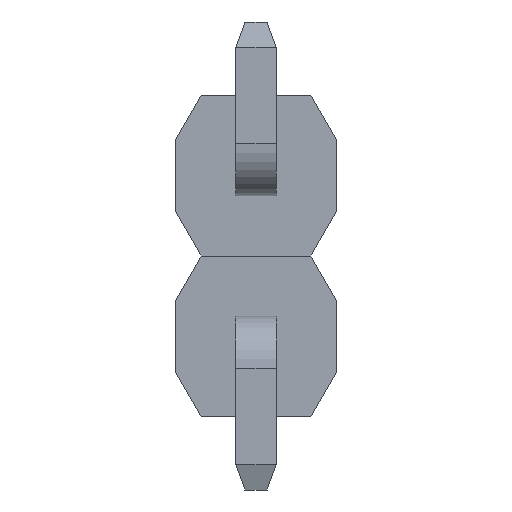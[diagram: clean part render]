
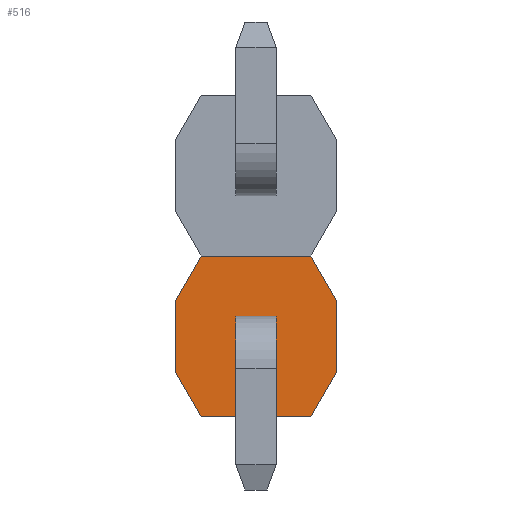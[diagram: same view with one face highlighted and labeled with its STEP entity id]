
A CAD part, front view. The second image highlights one B-rep face of the part: STEP entity #516.
In plain terms, the highlighted planar face has unit normal (0, -1, 0).
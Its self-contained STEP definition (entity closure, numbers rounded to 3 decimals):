
#52=FACE_OUTER_BOUND('',#80,.T.);
#80=EDGE_LOOP('',(#413,#414,#415,#416,#417,#418,#419,#420));
#121=LINE('',#790,#181);
#127=LINE('',#803,#187);
#131=LINE('',#812,#191);
#133=LINE('',#817,#193);
#141=LINE('',#829,#201);
#142=LINE('',#830,#202);
#143=LINE('',#831,#203);
#144=LINE('',#832,#204);
#181=VECTOR('',#657,1000.);
#187=VECTOR('',#665,1000.);
#191=VECTOR('',#671,1000.);
#193=VECTOR('',#675,1000.);
#201=VECTOR('',#687,1000.);
#202=VECTOR('',#688,1000.);
#203=VECTOR('',#689,1000.);
#204=VECTOR('',#690,1000.);
#229=VERTEX_POINT('',#788);
#230=VERTEX_POINT('',#789);
#235=VERTEX_POINT('',#800);
#236=VERTEX_POINT('',#802);
#239=VERTEX_POINT('',#809);
#240=VERTEX_POINT('',#811);
#241=VERTEX_POINT('',#815);
#242=VERTEX_POINT('',#816);
#285=EDGE_CURVE('',#229,#230,#121,.T.);
#291=EDGE_CURVE('',#235,#236,#127,.T.);
#295=EDGE_CURVE('',#239,#240,#131,.T.);
#297=EDGE_CURVE('',#241,#242,#133,.T.);
#305=EDGE_CURVE('',#235,#230,#141,.T.);
#306=EDGE_CURVE('',#229,#242,#142,.T.);
#307=EDGE_CURVE('',#241,#240,#143,.T.);
#308=EDGE_CURVE('',#239,#236,#144,.T.);
#413=ORIENTED_EDGE('',*,*,#291,.F.);
#414=ORIENTED_EDGE('',*,*,#305,.T.);
#415=ORIENTED_EDGE('',*,*,#285,.F.);
#416=ORIENTED_EDGE('',*,*,#306,.T.);
#417=ORIENTED_EDGE('',*,*,#297,.F.);
#418=ORIENTED_EDGE('',*,*,#307,.T.);
#419=ORIENTED_EDGE('',*,*,#295,.F.);
#420=ORIENTED_EDGE('',*,*,#308,.T.);
#458=PLANE('',#564);
#516=ADVANCED_FACE('',(#52),#458,.T.);
#564=AXIS2_PLACEMENT_3D('',#828,#685,#686);
#657=DIRECTION('',(0.,0.,1.));
#665=DIRECTION('',(1.,0.,0.));
#671=DIRECTION('',(0.,0.,-1.));
#675=DIRECTION('',(-1.,0.,0.));
#685=DIRECTION('center_axis',(0.,-1.,0.));
#686=DIRECTION('ref_axis',(0.,0.,-1.));
#687=DIRECTION('',(-0.5,0.,-0.866));
#688=DIRECTION('',(0.5,0.,-0.866));
#689=DIRECTION('',(0.5,0.,0.866));
#690=DIRECTION('',(-0.5,0.,0.866));
#788=CARTESIAN_POINT('',(-1.27,-4.4,1.854));
#789=CARTESIAN_POINT('',(-1.27,-4.4,2.994));
#790=CARTESIAN_POINT('',(-1.27,-4.4,1.154));
#800=CARTESIAN_POINT('',(-0.866,-4.4,3.694));
#802=CARTESIAN_POINT('',(0.866,-4.4,3.694));
#803=CARTESIAN_POINT('',(1.27,-4.4,3.694));
#809=CARTESIAN_POINT('',(1.27,-4.4,2.994));
#811=CARTESIAN_POINT('',(1.27,-4.4,1.854));
#812=CARTESIAN_POINT('',(1.27,-4.4,1.154));
#815=CARTESIAN_POINT('',(0.866,-4.4,1.154));
#816=CARTESIAN_POINT('',(-0.866,-4.4,1.154));
#817=CARTESIAN_POINT('',(1.27,-4.4,1.154));
#828=CARTESIAN_POINT('Origin',(-1.27,-4.4,3.694));
#829=CARTESIAN_POINT('',(-0.967,-4.4,3.519));
#830=CARTESIAN_POINT('',(-2.067,-4.4,3.234));
#831=CARTESIAN_POINT('',(1.432,-4.4,2.134));
#832=CARTESIAN_POINT('',(0.332,-4.4,4.619));
